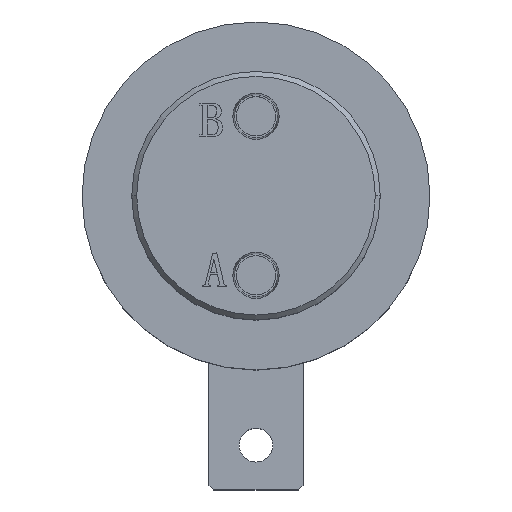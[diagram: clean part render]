
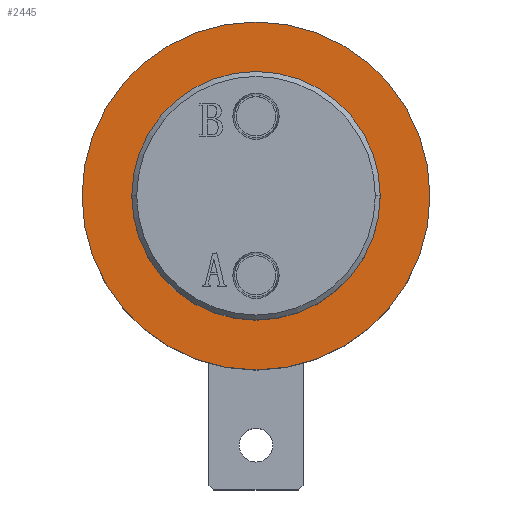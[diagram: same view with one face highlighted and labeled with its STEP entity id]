
A CAD part, top view. The second image highlights one B-rep face of the part: STEP entity #2445.
In plain terms, the highlighted planar face has unit normal (0, 0, 1).
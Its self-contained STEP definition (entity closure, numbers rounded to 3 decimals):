
#16 = EDGE_CURVE ( 'NONE', #4284, #4274, #3020, .T. ) ;
#101 = EDGE_CURVE ( 'NONE', #4287, #4276, #2203, .T. ) ;
#120 = EDGE_CURVE ( 'NONE', #4274, #4284, #2208, .T. ) ;
#134 = AXIS2_PLACEMENT_3D ( 'NONE', #902, #977, #967 ) ;
#143 = EDGE_CURVE ( 'NONE', #4276, #4287, #1504, .T. ) ;
#187 = DIRECTION ( 'NONE',  ( 1., 0., 0. ) ) ;
#191 = CARTESIAN_POINT ( 'NONE',  ( 0., 0., 11. ) ) ;
#195 = PLANE ( 'NONE',  #1363 ) ;
#197 = DIRECTION ( 'NONE',  ( 0., 0., 1. ) ) ;
#214 = DIRECTION ( 'NONE',  ( 1., 0., 0. ) ) ;
#270 = DIRECTION ( 'NONE',  ( 0., 0., 1. ) ) ;
#372 = CARTESIAN_POINT ( 'NONE',  ( 0., 0., 11. ) ) ;
#902 = CARTESIAN_POINT ( 'NONE',  ( 0., 0., 11. ) ) ;
#967 = DIRECTION ( 'NONE',  ( 1., 0., 0. ) ) ;
#977 = DIRECTION ( 'NONE',  ( 0., 0., 1. ) ) ;
#990 = CARTESIAN_POINT ( 'NONE',  ( -25., 0., 11. ) ) ;
#1066 = CARTESIAN_POINT ( 'NONE',  ( 25., 0., 11. ) ) ;
#1076 = CARTESIAN_POINT ( 'NONE',  ( -35., 0., 11. ) ) ;
#1094 = CARTESIAN_POINT ( 'NONE',  ( 35., 0., 11. ) ) ;
#1363 = AXIS2_PLACEMENT_3D ( 'NONE', #191, #197, #214 ) ;
#1368 = AXIS2_PLACEMENT_3D ( 'NONE', #372, #270, #187 ) ;
#1379 = AXIS2_PLACEMENT_3D ( 'NONE', #2862, #2861, #2859 ) ;
#1398 = AXIS2_PLACEMENT_3D ( 'NONE', #2873, #2810, #2811 ) ;
#1471 = FACE_OUTER_BOUND ( 'NONE', #4359, .T. ) ;
#1492 = FACE_BOUND ( 'NONE', #4364, .T. ) ;
#1504 = CIRCLE ( 'NONE', #1368, 25. ) ;
#1982 = ORIENTED_EDGE ( 'NONE', *, *, #143, .F. ) ;
#1983 = ORIENTED_EDGE ( 'NONE', *, *, #120, .T. ) ;
#1999 = ORIENTED_EDGE ( 'NONE', *, *, #16, .T. ) ;
#2003 = ORIENTED_EDGE ( 'NONE', *, *, #101, .F. ) ;
#2203 = CIRCLE ( 'NONE', #1398, 25. ) ;
#2208 = CIRCLE ( 'NONE', #1379, 35. ) ;
#2445 = ADVANCED_FACE ( 'NONE', ( #1471, #1492 ), #195, .T. ) ;
#2810 = DIRECTION ( 'NONE',  ( 0., 0., 1. ) ) ;
#2811 = DIRECTION ( 'NONE',  ( 1., 0., 0. ) ) ;
#2859 = DIRECTION ( 'NONE',  ( 1., 0., 0. ) ) ;
#2861 = DIRECTION ( 'NONE',  ( 0., 0., 1. ) ) ;
#2862 = CARTESIAN_POINT ( 'NONE',  ( 0., 0., 11. ) ) ;
#2873 = CARTESIAN_POINT ( 'NONE',  ( 0., 0., 11. ) ) ;
#3020 = CIRCLE ( 'NONE', #134, 35. ) ;
#4274 = VERTEX_POINT ( 'NONE', #1094 ) ;
#4276 = VERTEX_POINT ( 'NONE', #1066 ) ;
#4284 = VERTEX_POINT ( 'NONE', #1076 ) ;
#4287 = VERTEX_POINT ( 'NONE', #990 ) ;
#4359 = EDGE_LOOP ( 'NONE', ( #1999, #1983 ) ) ;
#4364 = EDGE_LOOP ( 'NONE', ( #2003, #1982 ) ) ;
